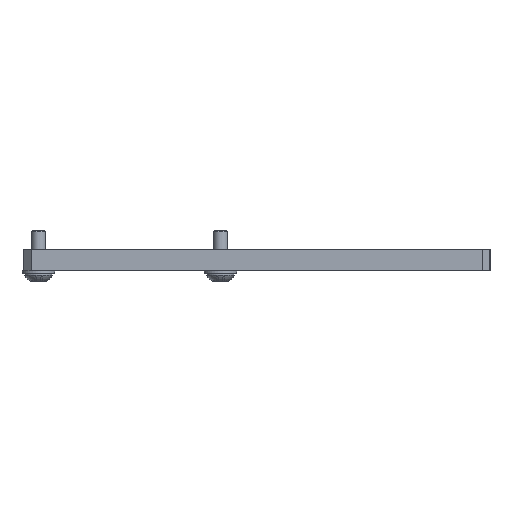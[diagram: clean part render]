
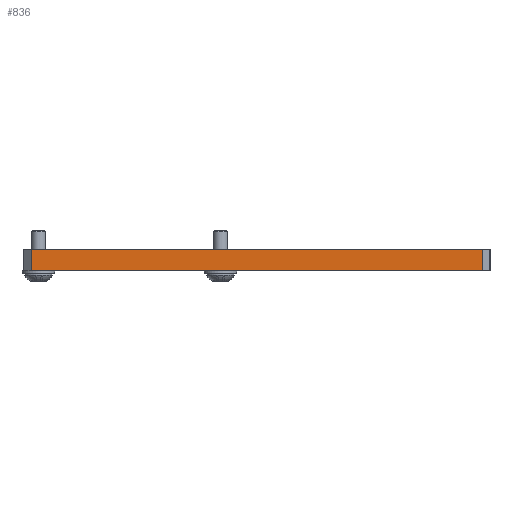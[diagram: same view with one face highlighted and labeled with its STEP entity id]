
A CAD part, left-side view. The second image highlights one B-rep face of the part: STEP entity #836.
In plain terms, the highlighted planar face has unit normal (-1, 0, 0).
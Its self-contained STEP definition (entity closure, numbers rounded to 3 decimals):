
#19 = EDGE_CURVE ( 'NONE', #1726, #1746, #77, .T. ) ;
#77 = LINE ( 'NONE', #408, #1512 ) ;
#258 = DIRECTION ( 'NONE',  ( 1., 0., 0. ) ) ;
#408 = CARTESIAN_POINT ( 'NONE',  ( -222., -62., 3. ) ) ;
#458 = DIRECTION ( 'NONE',  ( 0., -1., 0. ) ) ;
#493 = LINE ( 'NONE', #1198, #1140 ) ;
#602 = DIRECTION ( 'NONE',  ( 0., 0., 1. ) ) ;
#617 = PLANE ( 'NONE',  #939 ) ;
#836 = ADVANCED_FACE ( 'NONE', ( #1705 ), #617, .F. ) ;
#928 = CARTESIAN_POINT ( 'NONE',  ( -222., 64., -3. ) ) ;
#935 = EDGE_CURVE ( 'NONE', #1832, #1726, #1308, .T. ) ;
#939 = AXIS2_PLACEMENT_3D ( 'NONE', #1353, #258, #2087 ) ;
#968 = CARTESIAN_POINT ( 'NONE',  ( -222., 62., -3. ) ) ;
#1056 = CARTESIAN_POINT ( 'NONE',  ( -222., -62., 3. ) ) ;
#1140 = VECTOR ( 'NONE', #1548, 1000. ) ;
#1198 = CARTESIAN_POINT ( 'NONE',  ( -222., 62., 3. ) ) ;
#1207 = VERTEX_POINT ( 'NONE', #1984 ) ;
#1308 = LINE ( 'NONE', #928, #1477 ) ;
#1338 = ORIENTED_EDGE ( 'NONE', *, *, #935, .T. ) ;
#1353 = CARTESIAN_POINT ( 'NONE',  ( -222., 64., 3. ) ) ;
#1371 = CARTESIAN_POINT ( 'NONE',  ( -222., 64., 3. ) ) ;
#1390 = LINE ( 'NONE', #1371, #1526 ) ;
#1395 = ORIENTED_EDGE ( 'NONE', *, *, #2052, .F. ) ;
#1477 = VECTOR ( 'NONE', #2031, 1000. ) ;
#1495 = ORIENTED_EDGE ( 'NONE', *, *, #19, .T. ) ;
#1512 = VECTOR ( 'NONE', #602, 1000. ) ;
#1526 = VECTOR ( 'NONE', #458, 1000. ) ;
#1548 = DIRECTION ( 'NONE',  ( 0., 0., -1. ) ) ;
#1677 = CARTESIAN_POINT ( 'NONE',  ( -222., -62., -3. ) ) ;
#1705 = FACE_OUTER_BOUND ( 'NONE', #2218, .T. ) ;
#1726 = VERTEX_POINT ( 'NONE', #1677 ) ;
#1746 = VERTEX_POINT ( 'NONE', #1056 ) ;
#1832 = VERTEX_POINT ( 'NONE', #968 ) ;
#1905 = ORIENTED_EDGE ( 'NONE', *, *, #1939, .T. ) ;
#1939 = EDGE_CURVE ( 'NONE', #1207, #1832, #493, .T. ) ;
#1984 = CARTESIAN_POINT ( 'NONE',  ( -222., 62., 3. ) ) ;
#2031 = DIRECTION ( 'NONE',  ( 0., -1., 0. ) ) ;
#2052 = EDGE_CURVE ( 'NONE', #1207, #1746, #1390, .T. ) ;
#2087 = DIRECTION ( 'NONE',  ( 0., 0., -1. ) ) ;
#2218 = EDGE_LOOP ( 'NONE', ( #1338, #1495, #1395, #1905 ) ) ;
